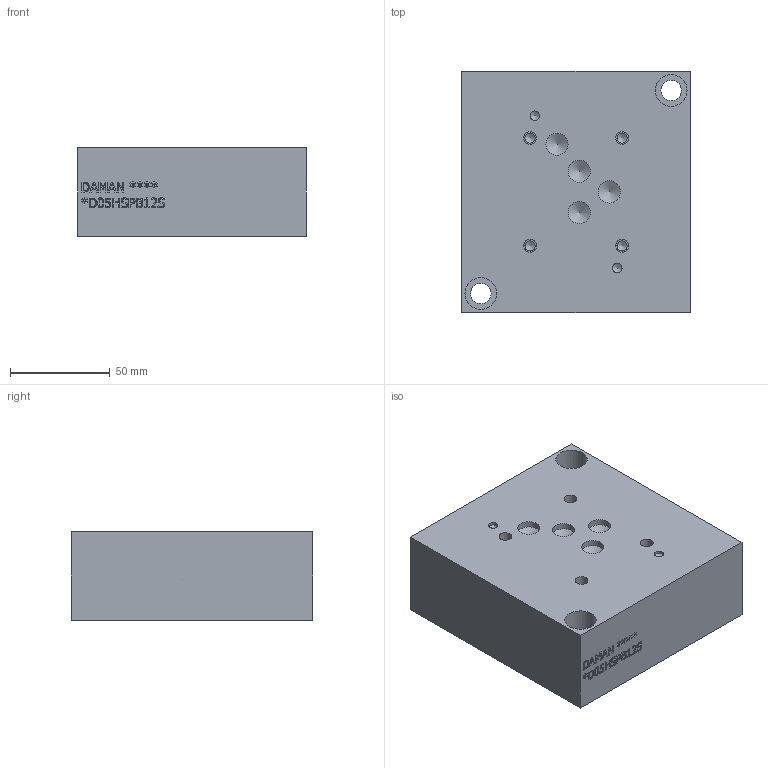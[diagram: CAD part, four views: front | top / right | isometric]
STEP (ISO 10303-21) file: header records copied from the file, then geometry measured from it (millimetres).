
FILE_DESCRIPTION(/* description */ (''),/* implementation_level */ '2;1');
FILE_NAME(/* name */ '_D05HSPB12S.stp',/* time_stamp */ '2022-01-31T15:05:09-05:00',/* author */ ('bobbyh'),/* organization */ (''),/* preprocessor_version */ 'ST-DEVELOPER v18',/* originating_system */ 'Autodesk Inventor 2020',/* authorisation */ '');
FILE_SCHEMA (('AUTOMOTIVE_DESIGN { 1 0 10303 214 3 1 1 }'));
Length unit declared in the file: millimetre
Products named in the file (1): Part__D05HSPB12S_3D
Bounding box: 114.3 x 120.65 x 44.45 mm (x, y, z)
Volume: 521974.7 mm3; surface area: 65188.8 mm2
Topology: 1 solids, 1 shells, 536 faces, 1465 edges, 984 vertices
Faces by surface type: plane 325, bspline 129, cylinder 48, cone 34
Full cylindrical faces by diameter (mm): 4.775 x2, 5.105 x4, 6.35 x4, 9.525 x2, 9.881 x2, 10.312 x2, 11.113 x3, 11.125 x3, 15.875 x2, 21.285 x2, 23.012 x4, 24.917 x4, 26.99 x4, 27.432 x4
Entity records: 17962 total; most frequent: CARTESIAN_POINT 4647, ORIENTED_EDGE 2898, DIRECTION 2177, EDGE_CURVE 1449, LINE 1021, VECTOR 1021, VERTEX_POINT 984, EDGE_LOOP 609
